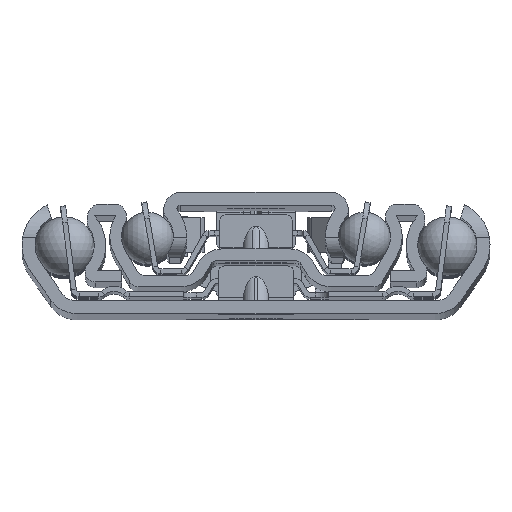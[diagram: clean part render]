
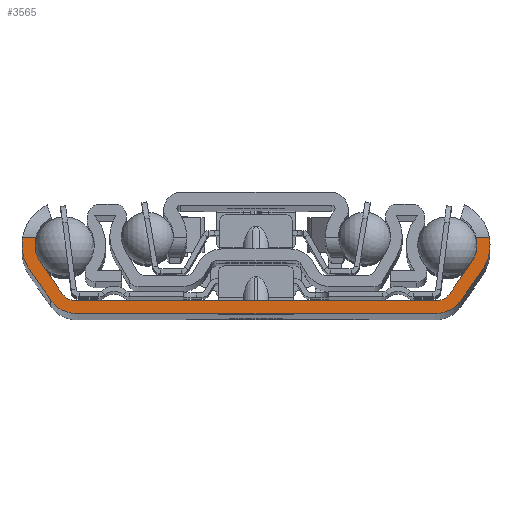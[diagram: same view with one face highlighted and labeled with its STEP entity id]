
A CAD part, top view. The second image highlights one B-rep face of the part: STEP entity #3565.
In plain terms, the highlighted planar face has unit normal (0, 0, 1).
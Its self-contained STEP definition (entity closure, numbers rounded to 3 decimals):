
#36=DIRECTION('',(-1.,0.,0.));
#37=VECTOR('',#36,2.014);
#38=CARTESIAN_POINT('',(-33.346,11.5,0.));
#39=LINE('',#38,#37);
#40=CARTESIAN_POINT('',(-28.725,10.4,0.));
#41=DIRECTION('',(0.,0.,-1.));
#42=DIRECTION('',(-0.819,-0.574,0.));
#43=AXIS2_PLACEMENT_3D('',#40,#41,#42);
#45=DIRECTION('',(-0.574,0.819,0.));
#46=VECTOR('',#45,5.757);
#47=CARTESIAN_POINT('',(-29.314,2.959,0.));
#48=LINE('',#47,#46);
#49=CARTESIAN_POINT('',(-27.471,4.25,0.));
#50=DIRECTION('',(0.,0.,-1.));
#51=DIRECTION('',(0.,-1.,0.));
#52=AXIS2_PLACEMENT_3D('',#49,#50,#51);
#54=DIRECTION('',(-1.,0.,0.));
#55=VECTOR('',#54,54.941);
#56=CARTESIAN_POINT('',(27.471,2.,0.));
#57=LINE('',#56,#55);
#58=CARTESIAN_POINT('',(27.471,4.25,0.));
#59=DIRECTION('',(0.,0.,-1.));
#60=DIRECTION('',(0.819,-0.574,0.));
#61=AXIS2_PLACEMENT_3D('',#58,#59,#60);
#63=DIRECTION('',(-0.574,-0.819,0.));
#64=VECTOR('',#63,5.757);
#65=CARTESIAN_POINT('',(32.616,7.676,0.));
#66=LINE('',#65,#64);
#67=CARTESIAN_POINT('',(28.725,10.4,0.));
#68=DIRECTION('',(0.,0.,-1.));
#69=DIRECTION('',(0.973,0.232,0.));
#70=AXIS2_PLACEMENT_3D('',#67,#68,#69);
#72=DIRECTION('',(-1.,0.,0.));
#73=VECTOR('',#72,2.014);
#74=CARTESIAN_POINT('',(35.359,11.5,0.));
#75=LINE('',#74,#73);
#76=CARTESIAN_POINT('',(28.725,10.4,0.));
#77=DIRECTION('',(0.,0.,1.));
#78=DIRECTION('',(0.819,-0.574,0.));
#79=AXIS2_PLACEMENT_3D('',#76,#77,#78);
#81=DIRECTION('',(0.574,0.819,0.));
#82=VECTOR('',#81,5.514);
#83=CARTESIAN_POINT('',(31.071,2.026,0.));
#84=LINE('',#83,#82);
#85=CARTESIAN_POINT('',(27.18,4.75,0.));
#86=DIRECTION('',(0.,0.,1.));
#87=DIRECTION('',(0.,-1.,0.));
#88=AXIS2_PLACEMENT_3D('',#85,#86,#87);
#90=DIRECTION('',(1.,0.,0.));
#91=VECTOR('',#90,54.36);
#92=CARTESIAN_POINT('',(-27.18,0.,0.));
#93=LINE('',#92,#91);
#94=CARTESIAN_POINT('',(-27.18,4.75,0.));
#95=DIRECTION('',(0.,0.,1.));
#96=DIRECTION('',(-0.819,-0.574,0.));
#97=AXIS2_PLACEMENT_3D('',#94,#95,#96);
#99=DIRECTION('',(0.574,-0.819,0.));
#100=VECTOR('',#99,5.514);
#101=CARTESIAN_POINT('',(-34.234,6.543,0.));
#102=LINE('',#101,#100);
#103=CARTESIAN_POINT('',(-28.725,10.4,0.));
#104=DIRECTION('',(0.,0.,1.));
#105=DIRECTION('',(-0.987,0.164,0.));
#106=AXIS2_PLACEMENT_3D('',#103,#104,#105);
#2922=CARTESIAN_POINT('',(-27.471,2.,0.));
#2923=CARTESIAN_POINT('',(-29.314,2.959,0.));
#2924=VERTEX_POINT('',#2922);
#2925=VERTEX_POINT('',#2923);
#2926=CARTESIAN_POINT('',(-32.616,7.676,0.));
#2927=VERTEX_POINT('',#2926);
#2928=CARTESIAN_POINT('',(-34.234,6.543,0.));
#2929=CARTESIAN_POINT('',(-31.071,2.026,0.));
#2930=VERTEX_POINT('',#2928);
#2931=VERTEX_POINT('',#2929);
#2932=CARTESIAN_POINT('',(-27.18,0.,0.));
#2933=VERTEX_POINT('',#2932);
#2934=CARTESIAN_POINT('',(27.18,0.,0.));
#2935=VERTEX_POINT('',#2934);
#2936=CARTESIAN_POINT('',(31.071,2.026,0.));
#2937=VERTEX_POINT('',#2936);
#2938=CARTESIAN_POINT('',(34.234,6.543,0.));
#2939=VERTEX_POINT('',#2938);
#2940=CARTESIAN_POINT('',(32.616,7.676,0.));
#2941=CARTESIAN_POINT('',(29.314,2.959,0.));
#2942=VERTEX_POINT('',#2940);
#2943=VERTEX_POINT('',#2941);
#2944=CARTESIAN_POINT('',(27.471,2.,0.));
#2945=VERTEX_POINT('',#2944);
#2978=CARTESIAN_POINT('',(-33.346,11.5,0.));
#2979=CARTESIAN_POINT('',(-35.359,11.5,0.));
#2980=VERTEX_POINT('',#2978);
#2981=VERTEX_POINT('',#2979);
#2982=CARTESIAN_POINT('',(35.359,11.5,0.));
#2983=CARTESIAN_POINT('',(33.346,11.5,0.));
#2984=VERTEX_POINT('',#2982);
#2985=VERTEX_POINT('',#2983);
#3526=CARTESIAN_POINT('',(0.,0.,0.));
#3527=DIRECTION('',(0.,0.,1.));
#3528=DIRECTION('',(1.,0.,0.));
#3529=AXIS2_PLACEMENT_3D('',#3526,#3527,#3528);
#3530=PLANE('',#3529);
#3532=ORIENTED_EDGE('',*,*,#3531,.F.);
#3534=ORIENTED_EDGE('',*,*,#3533,.F.);
#3536=ORIENTED_EDGE('',*,*,#3535,.F.);
#3538=ORIENTED_EDGE('',*,*,#3537,.F.);
#3540=ORIENTED_EDGE('',*,*,#3539,.F.);
#3542=ORIENTED_EDGE('',*,*,#3541,.F.);
#3544=ORIENTED_EDGE('',*,*,#3543,.F.);
#3546=ORIENTED_EDGE('',*,*,#3545,.F.);
#3548=ORIENTED_EDGE('',*,*,#3547,.F.);
#3550=ORIENTED_EDGE('',*,*,#3549,.F.);
#3552=ORIENTED_EDGE('',*,*,#3551,.F.);
#3554=ORIENTED_EDGE('',*,*,#3553,.F.);
#3556=ORIENTED_EDGE('',*,*,#3555,.F.);
#3558=ORIENTED_EDGE('',*,*,#3557,.F.);
#3560=ORIENTED_EDGE('',*,*,#3559,.F.);
#3562=ORIENTED_EDGE('',*,*,#3561,.F.);
#3563=EDGE_LOOP('',(#3532,#3534,#3536,#3538,#3540,#3542,#3544,#3546,#3548,#3550,
#3552,#3554,#3556,#3558,#3560,#3562));
#3564=FACE_OUTER_BOUND('',#3563,.F.);
#3565=ADVANCED_FACE('',(#3564),#3530,.T.);
#44=CIRCLE('',#43,4.75);
#53=CIRCLE('',#52,2.25);
#62=CIRCLE('',#61,2.25);
#71=CIRCLE('',#70,4.75);
#80=CIRCLE('',#79,6.725);
#89=CIRCLE('',#88,4.75);
#98=CIRCLE('',#97,4.75);
#107=CIRCLE('',#106,6.725);
#3531=EDGE_CURVE('',#2980,#2981,#39,.T.);
#3533=EDGE_CURVE('',#2927,#2980,#44,.T.);
#3535=EDGE_CURVE('',#2925,#2927,#48,.T.);
#3537=EDGE_CURVE('',#2924,#2925,#53,.T.);
#3539=EDGE_CURVE('',#2945,#2924,#57,.T.);
#3541=EDGE_CURVE('',#2943,#2945,#62,.T.);
#3543=EDGE_CURVE('',#2942,#2943,#66,.T.);
#3545=EDGE_CURVE('',#2985,#2942,#71,.T.);
#3547=EDGE_CURVE('',#2984,#2985,#75,.T.);
#3549=EDGE_CURVE('',#2939,#2984,#80,.T.);
#3551=EDGE_CURVE('',#2937,#2939,#84,.T.);
#3553=EDGE_CURVE('',#2935,#2937,#89,.T.);
#3555=EDGE_CURVE('',#2933,#2935,#93,.T.);
#3557=EDGE_CURVE('',#2931,#2933,#98,.T.);
#3559=EDGE_CURVE('',#2930,#2931,#102,.T.);
#3561=EDGE_CURVE('',#2981,#2930,#107,.T.);
